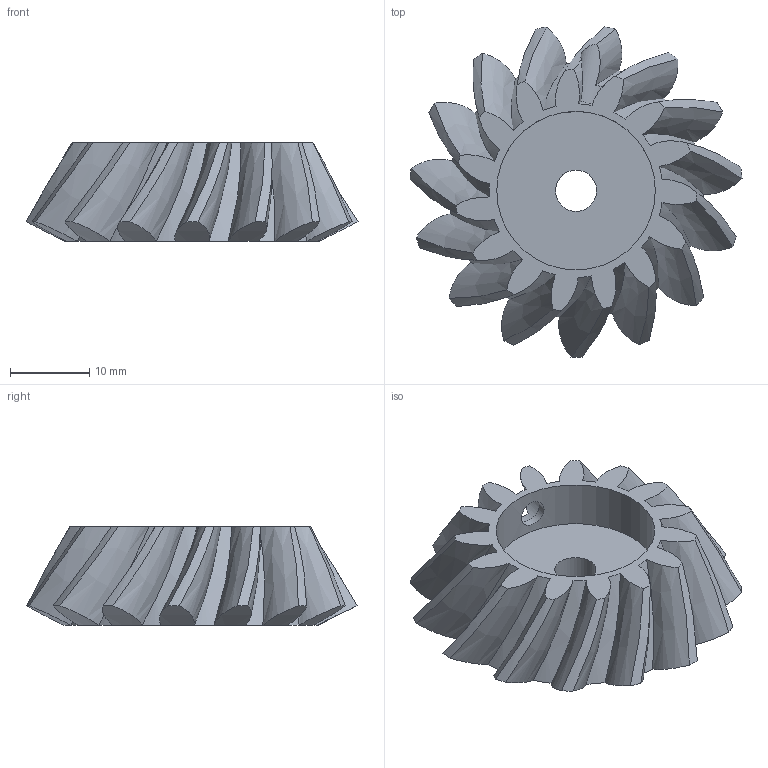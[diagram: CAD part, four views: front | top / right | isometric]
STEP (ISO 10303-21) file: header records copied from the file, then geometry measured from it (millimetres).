
FILE_DESCRIPTION(('FreeCAD Model'),'2;1');
FILE_NAME('Art56SmallGear.step', '2017-01-10T08:53:52',('Author'),(''), 'Open CASCADE STEP processor 6.8','FreeCAD','Unknown');
FILE_SCHEMA(('AUTOMOTIVE_DESIGN_CC2 { 1 2 10303 214 -1 1 5 4 }'));
Length unit declared in the file: millimetre
Products named in the file (2): ASSEMBLY; Art56SmallGear
Assembly tree (1 placements, depth 2):
  ASSEMBLY
    Art56SmallGear
Bounding box: 41.87 x 41.66 x 12.4 mm (x, y, z)
Volume: 7842.7 mm3; surface area: 4747.7 mm2
Topology: 1 solids, 1 shells, 85 faces, 217 edges, 135 vertices
Faces by surface type: cone 46, bspline 31, plane 4, cylinder 4
Full cylindrical faces by diameter (mm): 3.4 x1, 5.2 x1, 5.9 x1, 20 x1
Entity records: 23560 total; most frequent: CARTESIAN_POINT 19516, B_SPLINE_CURVE_WITH_KNOTS 456, ORIENTED_EDGE 434, PCURVE 434, DEFINITIONAL_REPRESENTATION 434, DIRECTION 357, EDGE_CURVE 217, SURFACE_CURVE 213
